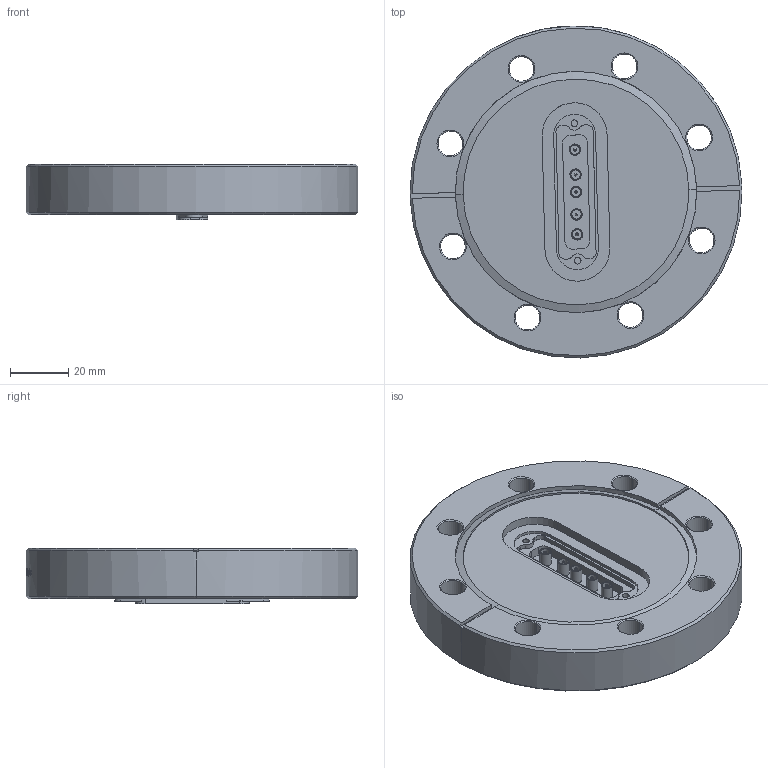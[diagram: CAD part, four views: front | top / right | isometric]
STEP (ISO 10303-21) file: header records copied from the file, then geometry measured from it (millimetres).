
FILE_DESCRIPTION(/* description */ ('Alibre Inc.'),/* implementation_level */ '2;1');
FILE_NAME(/* name */ 'export0',/* time_stamp */ '2009-02-04T08:46:44-08:00',/* author */ (''),/* organization */ (''),/* preprocessor_version */ 'ST-DEVELOPER v10',/* originating_system */ 'Alibre',/* authorisation */ '');
FILE_SCHEMA (('AUTOMOTIVE_DESIGN'));
Length unit declared in the file: centimetre
Products named in the file (1): WRM 100520
Bounding box: 113.53 x 113.52 x 19.02 mm (x, y, z)
Volume: 152566.9 mm3; surface area: 32632.5 mm2
Topology: 1 solids, 1 shells, 528 faces, 1305 edges, 848 vertices
Faces by surface type: plane 198, bspline 140, cylinder 121, cone 58, torus 10, sphere 1
Full cylindrical faces by diameter (mm): 0.965 x10, 2.261 x4, 3.175 x10, 3.886 x10
Entity records: 39568 total; most frequent: CARTESIAN_POINT 28615, ORIENTED_EDGE 2478, DIRECTION 1655, EDGE_CURVE 1239, VERTEX_POINT 846, AXIS2_PLACEMENT_3D 738, EDGE_LOOP 677, FACE_BOUND 677
